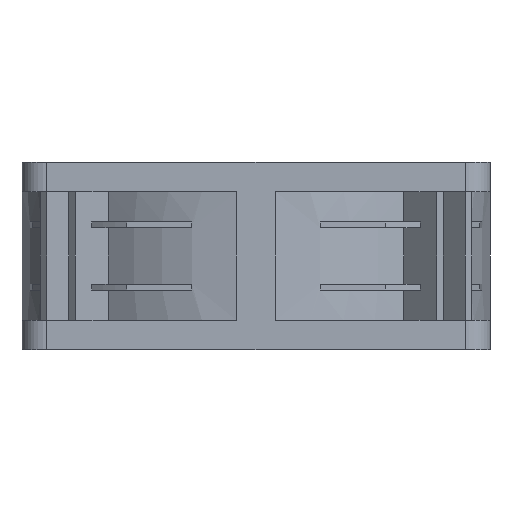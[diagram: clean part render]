
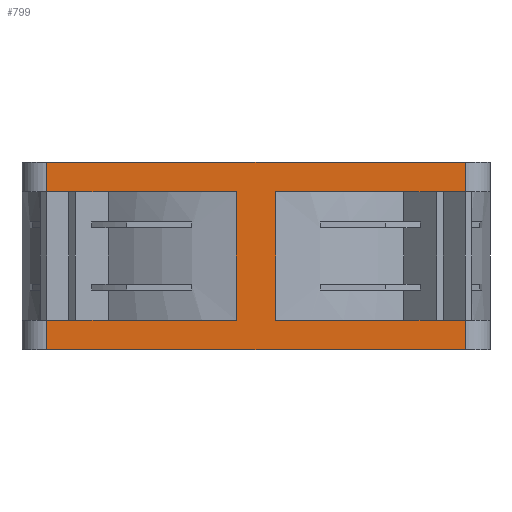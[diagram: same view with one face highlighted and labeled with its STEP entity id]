
A CAD part, front view. The second image highlights one B-rep face of the part: STEP entity #799.
In plain terms, the highlighted planar face has unit normal (0, -1, 0).
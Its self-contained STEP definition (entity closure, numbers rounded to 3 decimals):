
#184 = EDGE_LOOP ( 'NONE', ( #4570, #4571, #4572, #4573, #4574, #4575, #4576, #4577, #4578, #4579, #4580, #4581 ) ) ;
#319 = VERTEX_POINT ( 'NONE', #1903 ) ;
#335 = VERTEX_POINT ( 'NONE', #1919 ) ;
#338 = VERTEX_POINT ( 'NONE', #1922 ) ;
#346 = VERTEX_POINT ( 'NONE', #1930 ) ;
#438 = VERTEX_POINT ( 'NONE', #2019 ) ;
#452 = VERTEX_POINT ( 'NONE', #2033 ) ;
#476 = VERTEX_POINT ( 'NONE', #2057 ) ;
#477 = VERTEX_POINT ( 'NONE', #2058 ) ;
#799 = ADVANCED_FACE ( 'NONE', ( #1191 ), #6722, .F. ) ;
#1191 = FACE_OUTER_BOUND ( 'NONE', #184, .T. ) ;
#1381 = LINE ( 'NONE', #7670, #1393 ) ;
#1393 = VECTOR ( 'NONE', #7680, 1000. ) ;
#1678 = VERTEX_POINT ( 'NONE', #7332 ) ;
#1681 = VERTEX_POINT ( 'NONE', #7335 ) ;
#1697 = VERTEX_POINT ( 'NONE', #7351 ) ;
#1733 = VERTEX_POINT ( 'NONE', #7387 ) ;
#1903 = CARTESIAN_POINT ( 'NONE',  ( 3.345, -40., 27. ) ) ;
#1919 = CARTESIAN_POINT ( 'NONE',  ( 35.75, -40., 27. ) ) ;
#1922 = CARTESIAN_POINT ( 'NONE',  ( 35.75, -40., 5. ) ) ;
#1930 = CARTESIAN_POINT ( 'NONE',  ( 3.345, -40., 5. ) ) ;
#2019 = CARTESIAN_POINT ( 'NONE',  ( -3.345, -40., 5. ) ) ;
#2033 = CARTESIAN_POINT ( 'NONE',  ( -35.75, -40., 5. ) ) ;
#2057 = CARTESIAN_POINT ( 'NONE',  ( -3.345, -40., 27. ) ) ;
#2058 = CARTESIAN_POINT ( 'NONE',  ( -35.75, -40., 27. ) ) ;
#3669 = EDGE_CURVE ( 'NONE', #346, #338, #1381, .T. ) ;
#3800 = EDGE_CURVE ( 'NONE', #1678, #1681, #9351, .T. ) ;
#3844 = EDGE_CURVE ( 'NONE', #1733, #1697, #9411, .T. ) ;
#3939 = EDGE_CURVE ( 'NONE', #452, #438, #9551, .T. ) ;
#3949 = EDGE_CURVE ( 'NONE', #476, #477, #9571, .T. ) ;
#3979 = EDGE_CURVE ( 'NONE', #335, #319, #9601, .T. ) ;
#4056 = EDGE_CURVE ( 'NONE', #438, #476, #9740, .T. ) ;
#4087 = EDGE_CURVE ( 'NONE', #319, #346, #9792, .T. ) ;
#4117 = EDGE_CURVE ( 'NONE', #452, #1678, #9841, .T. ) ;
#4118 = EDGE_CURVE ( 'NONE', #1697, #335, #9843, .T. ) ;
#4119 = EDGE_CURVE ( 'NONE', #338, #1681, #9837, .T. ) ;
#4120 = EDGE_CURVE ( 'NONE', #1733, #477, #9847, .T. ) ;
#4570 = ORIENTED_EDGE ( 'NONE', *, *, #3939, .F. ) ;
#4571 = ORIENTED_EDGE ( 'NONE', *, *, #4117, .T. ) ;
#4572 = ORIENTED_EDGE ( 'NONE', *, *, #3800, .T. ) ;
#4573 = ORIENTED_EDGE ( 'NONE', *, *, #4119, .F. ) ;
#4574 = ORIENTED_EDGE ( 'NONE', *, *, #3669, .F. ) ;
#4575 = ORIENTED_EDGE ( 'NONE', *, *, #4087, .F. ) ;
#4576 = ORIENTED_EDGE ( 'NONE', *, *, #3979, .F. ) ;
#4577 = ORIENTED_EDGE ( 'NONE', *, *, #4118, .F. ) ;
#4578 = ORIENTED_EDGE ( 'NONE', *, *, #3844, .F. ) ;
#4579 = ORIENTED_EDGE ( 'NONE', *, *, #4120, .T. ) ;
#4580 = ORIENTED_EDGE ( 'NONE', *, *, #3949, .F. ) ;
#4581 = ORIENTED_EDGE ( 'NONE', *, *, #4056, .F. ) ;
#5319 = AXIS2_PLACEMENT_3D ( 'NONE', #6721, #6724, #6725 ) ;
#6721 = CARTESIAN_POINT ( 'NONE',  ( -35.75, -40., 145.137 ) ) ;
#6722 = PLANE ( 'NONE',  #5319 ) ;
#6724 = DIRECTION ( 'NONE',  ( 0., 1., 0. ) ) ;
#6725 = DIRECTION ( 'NONE',  ( -1., 0., 0. ) ) ;
#7332 = CARTESIAN_POINT ( 'NONE',  ( -35.75, -40., 0. ) ) ;
#7335 = CARTESIAN_POINT ( 'NONE',  ( 35.75, -40., 0. ) ) ;
#7351 = CARTESIAN_POINT ( 'NONE',  ( 35.75, -40., 32. ) ) ;
#7387 = CARTESIAN_POINT ( 'NONE',  ( -35.75, -40., 32. ) ) ;
#7670 = CARTESIAN_POINT ( 'NONE',  ( -35.75, -40., 5. ) ) ;
#7680 = DIRECTION ( 'NONE',  ( 1., 0., 0. ) ) ;
#7991 = CARTESIAN_POINT ( 'NONE',  ( -35.75, -40., 0. ) ) ;
#7998 = DIRECTION ( 'NONE',  ( 1., 0., 0. ) ) ;
#8109 = CARTESIAN_POINT ( 'NONE',  ( -35.75, -40., 32. ) ) ;
#8110 = DIRECTION ( 'NONE',  ( 1., 0., 0. ) ) ;
#8353 = CARTESIAN_POINT ( 'NONE',  ( -35.75, -40., 5. ) ) ;
#8354 = DIRECTION ( 'NONE',  ( 1., 0., 0. ) ) ;
#8377 = CARTESIAN_POINT ( 'NONE',  ( -35.75, -40., 27. ) ) ;
#8378 = DIRECTION ( 'NONE',  ( -1., 0., 0. ) ) ;
#8449 = CARTESIAN_POINT ( 'NONE',  ( -35.75, -40., 27. ) ) ;
#8450 = DIRECTION ( 'NONE',  ( -1., 0., 0. ) ) ;
#8635 = CARTESIAN_POINT ( 'NONE',  ( -3.345, -40., 32. ) ) ;
#8636 = DIRECTION ( 'NONE',  ( 0., 0., 1. ) ) ;
#8698 = CARTESIAN_POINT ( 'NONE',  ( 3.345, -40., 32. ) ) ;
#8709 = DIRECTION ( 'NONE',  ( 0., 0., -1. ) ) ;
#9344 = VECTOR ( 'NONE', #7998, 1000. ) ;
#9351 = LINE ( 'NONE', #7991, #9344 ) ;
#9411 = LINE ( 'NONE', #8109, #9416 ) ;
#9416 = VECTOR ( 'NONE', #8110, 1000. ) ;
#9544 = VECTOR ( 'NONE', #8354, 1000. ) ;
#9551 = LINE ( 'NONE', #8353, #9544 ) ;
#9571 = LINE ( 'NONE', #8377, #9572 ) ;
#9572 = VECTOR ( 'NONE', #8378, 1000. ) ;
#9601 = LINE ( 'NONE', #8449, #9612 ) ;
#9612 = VECTOR ( 'NONE', #8450, 1000. ) ;
#9740 = LINE ( 'NONE', #8635, #9741 ) ;
#9741 = VECTOR ( 'NONE', #8636, 1000. ) ;
#9786 = VECTOR ( 'NONE', #8709, 1000. ) ;
#9792 = LINE ( 'NONE', #8698, #9786 ) ;
#9837 = LINE ( 'NONE', #10673, #9845 ) ;
#9841 = LINE ( 'NONE', #10684, #9842 ) ;
#9842 = VECTOR ( 'NONE', #10685, 1000. ) ;
#9843 = LINE ( 'NONE', #10686, #9844 ) ;
#9844 = VECTOR ( 'NONE', #10687, 1000. ) ;
#9845 = VECTOR ( 'NONE', #10689, 1000. ) ;
#9847 = LINE ( 'NONE', #10690, #9848 ) ;
#9848 = VECTOR ( 'NONE', #10691, 1000. ) ;
#10673 = CARTESIAN_POINT ( 'NONE',  ( 35.75, -40., 145.137 ) ) ;
#10684 = CARTESIAN_POINT ( 'NONE',  ( -35.75, -40., 145.137 ) ) ;
#10685 = DIRECTION ( 'NONE',  ( 0., 0., -1. ) ) ;
#10686 = CARTESIAN_POINT ( 'NONE',  ( 35.75, -40., 145.137 ) ) ;
#10687 = DIRECTION ( 'NONE',  ( 0., 0., -1. ) ) ;
#10689 = DIRECTION ( 'NONE',  ( 0., 0., -1. ) ) ;
#10690 = CARTESIAN_POINT ( 'NONE',  ( -35.75, -40., 145.137 ) ) ;
#10691 = DIRECTION ( 'NONE',  ( 0., 0., -1. ) ) ;
